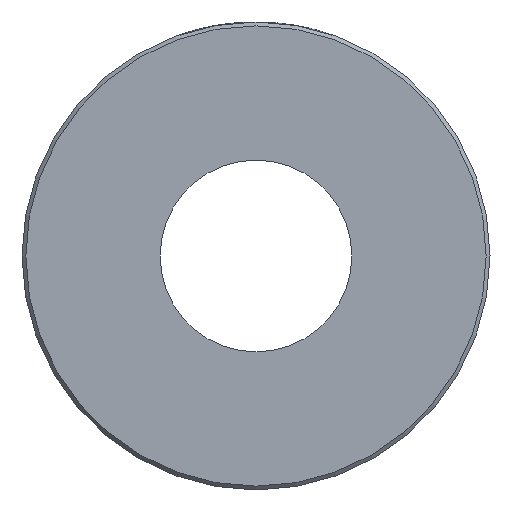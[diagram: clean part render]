
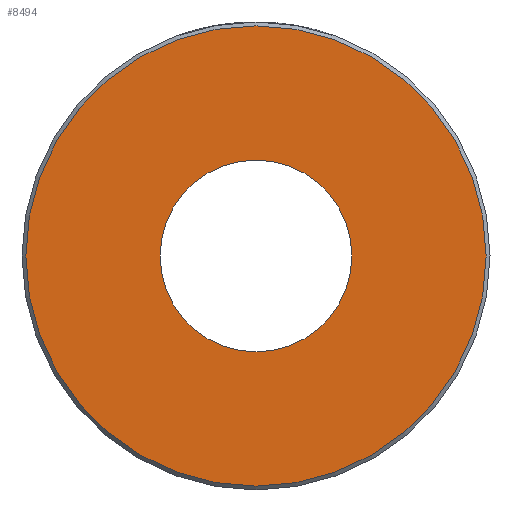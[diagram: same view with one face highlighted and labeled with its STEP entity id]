
A CAD part, left-side view. The second image highlights one B-rep face of the part: STEP entity #8494.
In plain terms, the highlighted planar face has unit normal (-1, 0, 0).
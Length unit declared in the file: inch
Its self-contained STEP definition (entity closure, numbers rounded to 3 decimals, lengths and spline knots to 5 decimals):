
#8410=CARTESIAN_POINT('',(0.0,-0.25,0.0));
#8411=VERTEX_POINT('',#8410);
#8412=CARTESIAN_POINT('',(0.0,0.0,0.0));
#8413=DIRECTION('',(1.0,0.0,0.0));
#8414=DIRECTION('',(0.0,-1.0,0.0));
#8415=AXIS2_PLACEMENT_3D('',#8412,#8413,#8414);
#8416=CIRCLE('',#8415,0.25);
#8417=EDGE_CURVE('',#8411,#8411,#8416,.T.);
#8471=CARTESIAN_POINT('',(0.0,0.6,0.));
#8472=VERTEX_POINT('',#8471);
#8473=CARTESIAN_POINT('',(0.0,0.0,0.0));
#8474=DIRECTION('',(1.0,0.0,0.0));
#8475=DIRECTION('',(0.0,-1.0,0.0));
#8476=AXIS2_PLACEMENT_3D('',#8473,#8474,#8475);
#8477=CIRCLE('',#8476,0.6);
#8478=EDGE_CURVE('',#8472,#8472,#8477,.T.);
#8483=CARTESIAN_POINT('',(0.0,0.0,0.0));
#8484=DIRECTION('',(-1.0,0.0,0.0));
#8485=DIRECTION('',(0.0,0.0,1.0));
#8486=AXIS2_PLACEMENT_3D('',#8483,#8484,#8485);
#8487=PLANE('',#8486);
#8488=ORIENTED_EDGE('',*,*,#8478,.F.);
#8489=EDGE_LOOP('',(#8488));
#8490=FACE_OUTER_BOUND('',#8489,.T.);
#8491=ORIENTED_EDGE('',*,*,#8417,.T.);
#8492=EDGE_LOOP('',(#8491));
#8493=FACE_BOUND('',#8492,.T.);
#8494=ADVANCED_FACE('',(#8490,#8493),#8487,.T.);
